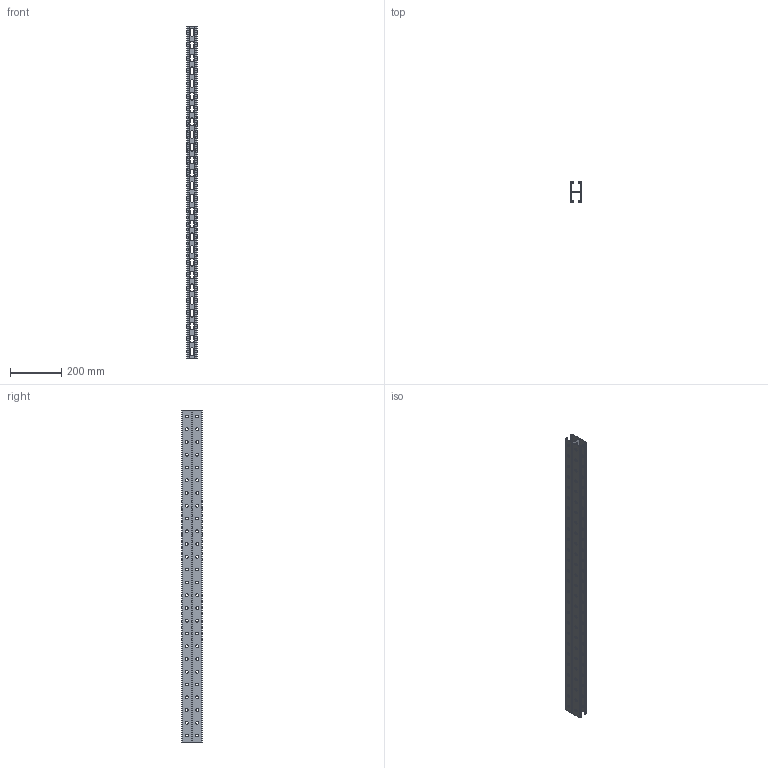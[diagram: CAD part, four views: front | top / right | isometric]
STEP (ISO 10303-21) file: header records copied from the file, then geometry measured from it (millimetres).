
FILE_DESCRIPTION (( 'STEP AP203' ), '1' );
FILE_NAME ('Äâîéíîé STRUT-ïðîôèëü_h41-L1300.step', '2022-01-24T13:22:00', ( '' ), ( '' ), 'SwSTEP 2.0', 'SolidWorks 2017', '' );
FILE_SCHEMA (( 'CONFIG_CONTROL_DESIGN' ));
Length unit declared in the file: millimetre
Products named in the file (2): Äâîéíîé STRUT-ïðîôèëü_h41-L1300; STRUT-镳铘桦黖h41-1300
Assembly tree (2 placements, depth 2):
  Äâîéíîé STRUT-ïðîôèëü_h41-L1300
    STRUT-镳铘桦黖h41-1300  x2
Bounding box: 41 x 82 x 1300 mm (x, y, z)
Volume: 512316.1 mm3; surface area: 711160.2 mm2
Topology: 2 solids, 2 shells, 3920 faces, 11700 edges, 7784 vertices
Faces by surface type: plane 3596, cylinder 324
Entity records: 65286 total; most frequent: CARTESIAN_POINT 11707, ORIENTED_EDGE 11700, DIRECTION 10104, EDGE_CURVE 5850, VECTOR 5526, LINE 5526, VERTEX_POINT 3892, AXIS2_PLACEMENT_3D 2289
